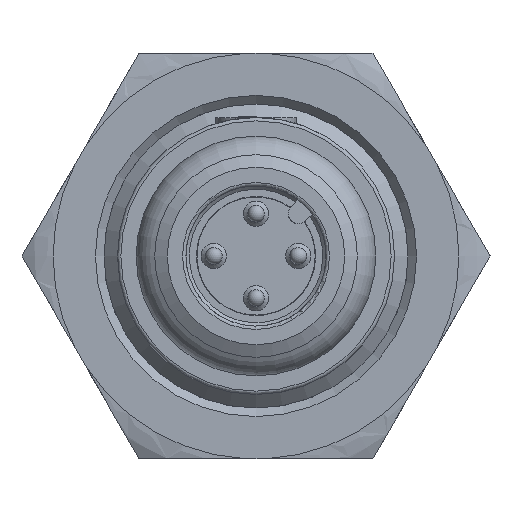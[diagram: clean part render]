
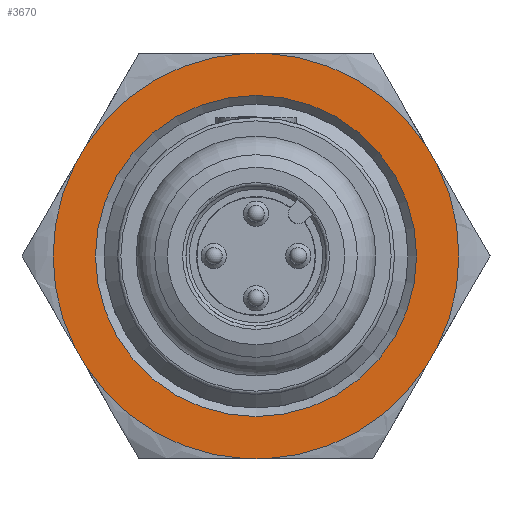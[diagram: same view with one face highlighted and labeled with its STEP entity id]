
A CAD part, front view. The second image highlights one B-rep face of the part: STEP entity #3670.
In plain terms, the highlighted planar face has unit normal (0, -1, 0).
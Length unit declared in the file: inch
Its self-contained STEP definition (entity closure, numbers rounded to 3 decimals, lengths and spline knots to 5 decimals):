
#28 = AXIS2_PLACEMENT_3D ( 'NONE', #1397, #5070, #2947 ) ;
#38 = CARTESIAN_POINT ( 'NONE',  ( 0., 0.20067, 0. ) ) ;
#63 = EDGE_LOOP ( 'NONE', ( #4367, #1094, #779, #5170, #3048, #807, #3000, #4373, #1559, #1047, #2623, #2776 ) ) ;
#64 = CARTESIAN_POINT ( 'NONE',  ( 0.27276, 0.20067, 0.47244 ) ) ;
#72 = AXIS2_PLACEMENT_3D ( 'NONE', #3397, #4197, #4582 ) ;
#267 = DIRECTION ( 'NONE',  ( 0., 0., 1. ) ) ;
#286 = EDGE_CURVE ( 'NONE', #756, #3772, #604, .T. ) ;
#303 = LINE ( 'NONE', #3636, #2478 ) ;
#337 = CIRCLE ( 'NONE', #4835, 0.37433 ) ;
#357 = AXIS2_PLACEMENT_3D ( 'NONE', #761, #4627, #5458 ) ;
#411 = VERTEX_POINT ( 'NONE', #2173 ) ;
#452 = CARTESIAN_POINT ( 'NONE',  ( 0.02568, 0.20067, 0.47244 ) ) ;
#510 = EDGE_CURVE ( 'NONE', #1801, #5020, #2279, .T. ) ;
#519 = CARTESIAN_POINT ( 'NONE',  ( 0.02568, 0.20067, -0.47244 ) ) ;
#591 = DIRECTION ( 'NONE',  ( 0.5, 0., 0.866 ) ) ;
#604 = CIRCLE ( 'NONE', #3716, 0.47314 ) ;
#756 = VERTEX_POINT ( 'NONE', #1993 ) ;
#761 = CARTESIAN_POINT ( 'NONE',  ( 0., 0.20067, 0. ) ) ;
#779 = ORIENTED_EDGE ( 'NONE', *, *, #5122, .F. ) ;
#807 = ORIENTED_EDGE ( 'NONE', *, *, #2954, .F. ) ;
#846 = EDGE_CURVE ( 'NONE', #1521, #1521, #337, .T. ) ;
#928 = CARTESIAN_POINT ( 'NONE',  ( -0.42199, 0.20067, -0.21398 ) ) ;
#989 = DIRECTION ( 'NONE',  ( -0.5, 0., -0.866 ) ) ;
#1001 = EDGE_CURVE ( 'NONE', #3459, #1283, #4932, .T. ) ;
#1028 = DIRECTION ( 'NONE',  ( 0., 0., 1. ) ) ;
#1047 = ORIENTED_EDGE ( 'NONE', *, *, #1082, .F. ) ;
#1081 = CARTESIAN_POINT ( 'NONE',  ( 0., 0.20067, 0. ) ) ;
#1082 = EDGE_CURVE ( 'NONE', #3772, #4001, #4768, .T. ) ;
#1094 = ORIENTED_EDGE ( 'NONE', *, *, #5202, .F. ) ;
#1283 = VERTEX_POINT ( 'NONE', #3787 ) ;
#1382 = EDGE_CURVE ( 'NONE', #1283, #756, #3857, .T. ) ;
#1397 = CARTESIAN_POINT ( 'NONE',  ( 0., 0.20067, 0. ) ) ;
#1438 = DIRECTION ( 'NONE',  ( 0., 1., 0. ) ) ;
#1521 = VERTEX_POINT ( 'NONE', #2265 ) ;
#1522 = VECTOR ( 'NONE', #2893, 39.37008 ) ;
#1556 = DIRECTION ( 'NONE',  ( 0., 1., 0. ) ) ;
#1559 = ORIENTED_EDGE ( 'NONE', *, *, #1785, .F. ) ;
#1711 = DIRECTION ( 'NONE',  ( 0.5, 0., -0.866 ) ) ;
#1785 = EDGE_CURVE ( 'NONE', #4001, #1801, #4307, .T. ) ;
#1801 = VERTEX_POINT ( 'NONE', #519 ) ;
#1819 = CARTESIAN_POINT ( 'NONE',  ( 0., 0.20067, 0. ) ) ;
#1936 = CARTESIAN_POINT ( 'NONE',  ( -0.02568, 0.20067, -0.47244 ) ) ;
#1976 = CARTESIAN_POINT ( 'NONE',  ( -0.39631, 0.20067, 0.25846 ) ) ;
#1993 = CARTESIAN_POINT ( 'NONE',  ( 0.42199, 0.20067, 0.21398 ) ) ;
#2013 = EDGE_LOOP ( 'NONE', ( #3958 ) ) ;
#2029 = LINE ( 'NONE', #5045, #1522 ) ;
#2110 = VECTOR ( 'NONE', #4770, 39.37008 ) ;
#2170 = EDGE_CURVE ( 'NONE', #5020, #4310, #5382, .T. ) ;
#2173 = CARTESIAN_POINT ( 'NONE',  ( -0.42199, 0.20067, 0.21398 ) ) ;
#2192 = AXIS2_PLACEMENT_3D ( 'NONE', #38, #2574, #2656 ) ;
#2199 = CIRCLE ( 'NONE', #4405, 0.47314 ) ;
#2261 = DIRECTION ( 'NONE',  ( 0., 0., 1. ) ) ;
#2265 = CARTESIAN_POINT ( 'NONE',  ( 0., 0.20067, 0.37433 ) ) ;
#2279 = LINE ( 'NONE', #3588, #2110 ) ;
#2478 = VECTOR ( 'NONE', #4185, 39.37008 ) ;
#2492 = EDGE_CURVE ( 'NONE', #4982, #411, #2199, .T. ) ;
#2574 = DIRECTION ( 'NONE',  ( 0., 1., 0. ) ) ;
#2623 = ORIENTED_EDGE ( 'NONE', *, *, #286, .F. ) ;
#2656 = DIRECTION ( 'NONE',  ( 0., 0., 1. ) ) ;
#2776 = ORIENTED_EDGE ( 'NONE', *, *, #1382, .F. ) ;
#2871 = LINE ( 'NONE', #4548, #5407 ) ;
#2893 = DIRECTION ( 'NONE',  ( 1., 0., 0. ) ) ;
#2921 = FACE_OUTER_BOUND ( 'NONE', #63, .T. ) ;
#2947 = DIRECTION ( 'NONE',  ( 0., 0., 1. ) ) ;
#2954 = EDGE_CURVE ( 'NONE', #4310, #4982, #303, .T. ) ;
#2990 = VECTOR ( 'NONE', #1711, 39.37008 ) ;
#2998 = AXIS2_PLACEMENT_3D ( 'NONE', #5345, #1556, #3053 ) ;
#3000 = ORIENTED_EDGE ( 'NONE', *, *, #2170, .F. ) ;
#3048 = ORIENTED_EDGE ( 'NONE', *, *, #2492, .F. ) ;
#3053 = DIRECTION ( 'NONE',  ( 0., 0., 1. ) ) ;
#3129 = CARTESIAN_POINT ( 'NONE',  ( 0.39631, 0.20067, -0.25846 ) ) ;
#3166 = VERTEX_POINT ( 'NONE', #1976 ) ;
#3209 = VERTEX_POINT ( 'NONE', #3614 ) ;
#3361 = CARTESIAN_POINT ( 'NONE',  ( 0.42199, 0.20067, -0.21398 ) ) ;
#3397 = CARTESIAN_POINT ( 'NONE',  ( 0., 0.20067, 0. ) ) ;
#3459 = VERTEX_POINT ( 'NONE', #452 ) ;
#3588 = CARTESIAN_POINT ( 'NONE',  ( 0.27276, 0.20067, -0.47244 ) ) ;
#3595 = CARTESIAN_POINT ( 'NONE',  ( 0., 0.20067, 0. ) ) ;
#3609 = VECTOR ( 'NONE', #989, 39.37008 ) ;
#3614 = CARTESIAN_POINT ( 'NONE',  ( -0.02568, 0.20067, 0.47244 ) ) ;
#3636 = CARTESIAN_POINT ( 'NONE',  ( -0.27276, 0.20067, -0.47244 ) ) ;
#3670 = ADVANCED_FACE ( 'NONE', ( #3784, #2921 ), #4212, .F. ) ;
#3716 = AXIS2_PLACEMENT_3D ( 'NONE', #3595, #4062, #267 ) ;
#3772 = VERTEX_POINT ( 'NONE', #3361 ) ;
#3784 = FACE_BOUND ( 'NONE', #2013, .T. ) ;
#3787 = CARTESIAN_POINT ( 'NONE',  ( 0.39631, 0.20067, 0.25846 ) ) ;
#3857 = LINE ( 'NONE', #64, #2990 ) ;
#3958 = ORIENTED_EDGE ( 'NONE', *, *, #846, .T. ) ;
#3996 = CIRCLE ( 'NONE', #28, 0.47314 ) ;
#4001 = VERTEX_POINT ( 'NONE', #3129 ) ;
#4028 = CARTESIAN_POINT ( 'NONE',  ( -0.39631, 0.20067, -0.25846 ) ) ;
#4062 = DIRECTION ( 'NONE',  ( 0., 1., 0. ) ) ;
#4185 = DIRECTION ( 'NONE',  ( -0.5, 0., 0.866 ) ) ;
#4197 = DIRECTION ( 'NONE',  ( 0., 1., 0. ) ) ;
#4212 = PLANE ( 'NONE',  #357 ) ;
#4307 = CIRCLE ( 'NONE', #2192, 0.47314 ) ;
#4310 = VERTEX_POINT ( 'NONE', #4028 ) ;
#4367 = ORIENTED_EDGE ( 'NONE', *, *, #1001, .F. ) ;
#4373 = ORIENTED_EDGE ( 'NONE', *, *, #510, .F. ) ;
#4405 = AXIS2_PLACEMENT_3D ( 'NONE', #1081, #1438, #1028 ) ;
#4548 = CARTESIAN_POINT ( 'NONE',  ( -0.54553, 0.20067, 0. ) ) ;
#4582 = DIRECTION ( 'NONE',  ( 0., 0., 1. ) ) ;
#4627 = DIRECTION ( 'NONE',  ( 0., 1., 0. ) ) ;
#4665 = EDGE_CURVE ( 'NONE', #411, #3166, #2871, .T. ) ;
#4768 = LINE ( 'NONE', #4816, #3609 ) ;
#4770 = DIRECTION ( 'NONE',  ( -1., 0., 0. ) ) ;
#4779 = DIRECTION ( 'NONE',  ( 0., 1., 0. ) ) ;
#4816 = CARTESIAN_POINT ( 'NONE',  ( 0.54553, 0.20067, 0. ) ) ;
#4835 = AXIS2_PLACEMENT_3D ( 'NONE', #1819, #4779, #2261 ) ;
#4932 = CIRCLE ( 'NONE', #72, 0.47314 ) ;
#4982 = VERTEX_POINT ( 'NONE', #928 ) ;
#5020 = VERTEX_POINT ( 'NONE', #1936 ) ;
#5045 = CARTESIAN_POINT ( 'NONE',  ( -0.27276, 0.20067, 0.47244 ) ) ;
#5070 = DIRECTION ( 'NONE',  ( 0., 1., 0. ) ) ;
#5122 = EDGE_CURVE ( 'NONE', #3166, #3209, #3996, .T. ) ;
#5170 = ORIENTED_EDGE ( 'NONE', *, *, #4665, .F. ) ;
#5202 = EDGE_CURVE ( 'NONE', #3209, #3459, #2029, .T. ) ;
#5345 = CARTESIAN_POINT ( 'NONE',  ( 0., 0.20067, 0. ) ) ;
#5382 = CIRCLE ( 'NONE', #2998, 0.47314 ) ;
#5407 = VECTOR ( 'NONE', #591, 39.37008 ) ;
#5458 = DIRECTION ( 'NONE',  ( 1., 0., 0. ) ) ;
